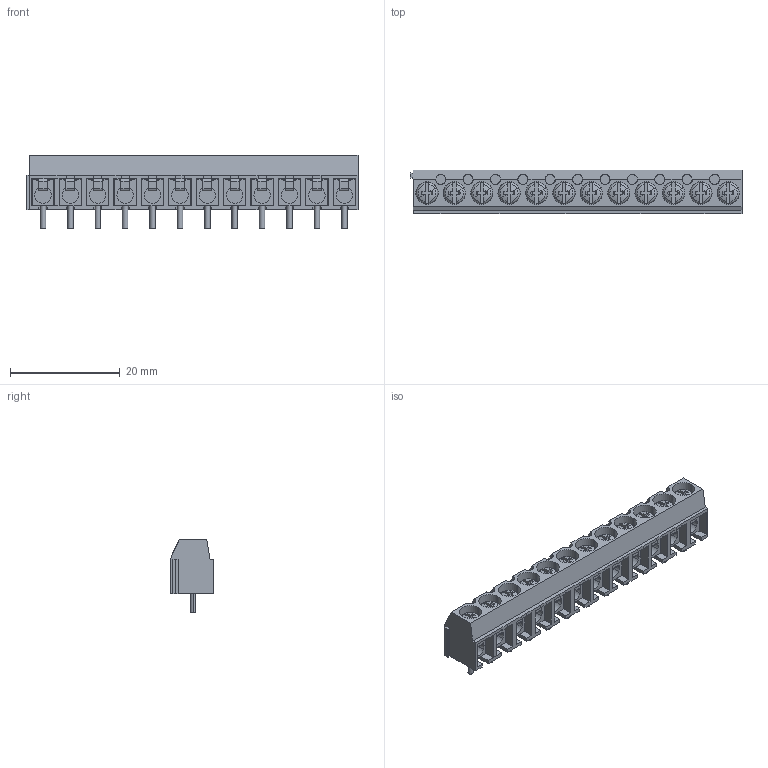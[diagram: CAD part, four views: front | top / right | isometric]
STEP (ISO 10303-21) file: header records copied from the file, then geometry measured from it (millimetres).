
FILE_DESCRIPTION(('CATIA V5 STEP Exchange','CAx-IF Rec.Pracs.--- Model Styling and Organization---1.4--- 2014-01-23'),'2;1');
FILE_NAME ('D1450002_1_1234740000_1234740000.stp','2022-05-05T13:14:17+00:00',('none'),('Weidmueller'),'CATIA Version 5-6 Release 2016 SP3 HF44','CATIA V5 STEP AP214','none');
FILE_SCHEMA(('AUTOMOTIVE_DESIGN { 1 0 10303 214 1 1 1 1 }'));
Length unit declared in the file: millimetre
Products named in the file (1): 1234740000
Bounding box: 60.6 x 8 x 13.5 mm (x, y, z)
Volume: 2651.7 mm3; surface area: 6740 mm2
Topology: 25 solids, 25 shells, 836 faces, 2390 edges, 1617 vertices
Faces by surface type: plane 507, cylinder 186, cone 71, revolution 48, torus 24
Entity records: 26245 total; most frequent: CARTESIAN_POINT 6746, ORIENTED_EDGE 4780, DIRECTION 2744, EDGE_CURVE 2390, VERTEX_POINT 1617, VECTOR 1444, LINE 1444, AXIS2_PLACEMENT_3D 921
